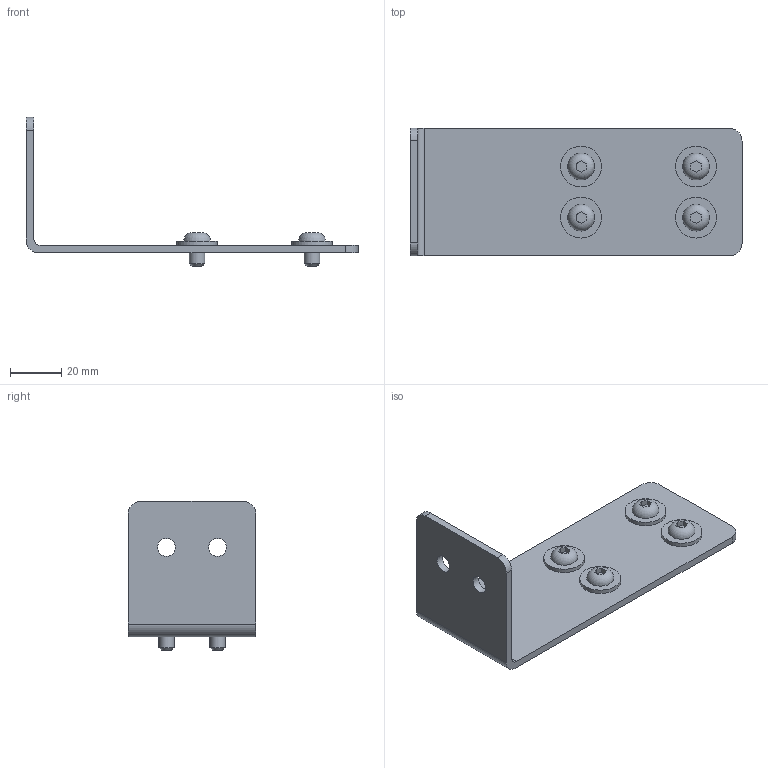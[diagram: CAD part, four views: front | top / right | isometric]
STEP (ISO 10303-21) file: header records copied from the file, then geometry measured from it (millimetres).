
FILE_DESCRIPTION(/* description */ ('Unknown'),/* implementation_level */ '2;1');
FILE_NAME(/* name */ '127.00075_02',/* time_stamp */ '2020-08-25T11:46:35+02:00',/* author */ ('Unknown'),/* organization */ ('Unknown'),/* preprocessor_version */ 'ST-DEVELOPER v16.7',/* originating_system */ 'DEX',/* authorisation */ $);
FILE_SCHEMA (('AUTOMOTIVE_DESIGN {1 0 10303 214 3 1 1}'));
Length unit declared in the file: millimetre
Products named in the file (4): 127.00075; 127.00404; 142.00043; 142.00123
Assembly tree (9 placements, depth 2):
  127.00075
    127.00404
    142.00043  x4
    142.00123  x4
Bounding box: 130 x 50 x 58.4 mm (x, y, z)
Volume: 28936.1 mm3; surface area: 22596.9 mm2
Topology: 9 solids, 9 shells, 84 faces, 188 edges, 126 vertices
Faces by surface type: plane 52, cylinder 24, torus 4, cone 4
Full cylindrical faces by diameter (mm): 6 x4, 6.4 x4, 7 x4, 7.47 x2, 16 x4
Entity records: 1258 total; most frequent: CARTESIAN_POINT 200, DIRECTION 192, ORIENTED_EDGE 148, AXIS2_PLACEMENT_3D 78, EDGE_CURVE 74, EDGE_LOOP 62, FACE_BOUND 62, VERTEX_POINT 56
